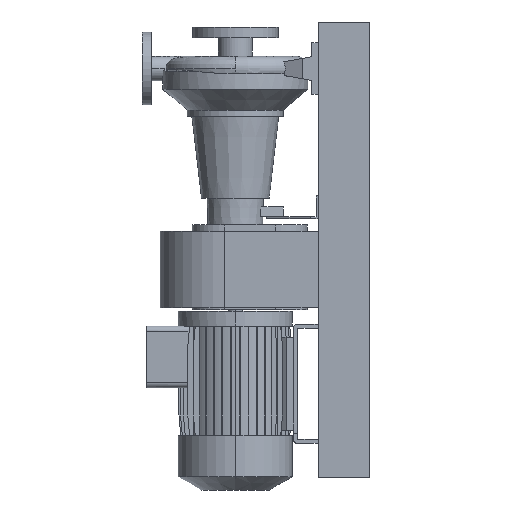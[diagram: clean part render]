
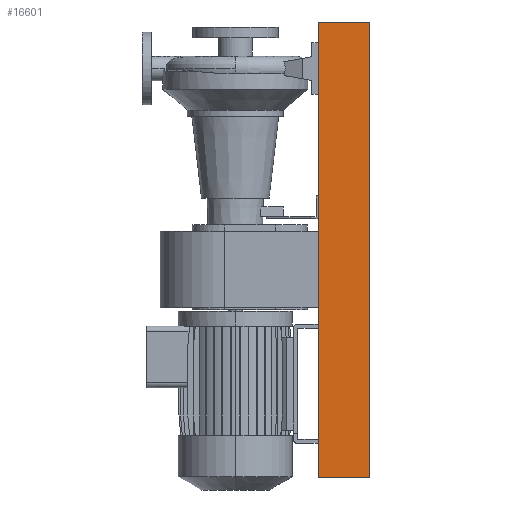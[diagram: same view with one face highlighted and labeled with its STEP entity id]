
A CAD part, left-side view. The second image highlights one B-rep face of the part: STEP entity #16601.
In plain terms, the highlighted planar face has unit normal (-1, 0, 0).
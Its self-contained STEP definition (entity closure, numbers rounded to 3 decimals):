
#620 = CARTESIAN_POINT ( 'NONE',  ( -150., -50., 440. ) ) ;
#853 = LINE ( 'NONE', #15844, #9583 ) ;
#1424 = EDGE_CURVE ( 'NONE', #5031, #15553, #853, .T. ) ;
#1450 = EDGE_CURVE ( 'NONE', #5031, #4218, #19254, .T. ) ;
#2455 = CARTESIAN_POINT ( 'NONE',  ( -150., -50., -440. ) ) ;
#2562 = CARTESIAN_POINT ( 'NONE',  ( -150., -50., -440. ) ) ;
#2769 = ORIENTED_EDGE ( 'NONE', *, *, #1450, .T. ) ;
#4218 = VERTEX_POINT ( 'NONE', #9037 ) ;
#4262 = VECTOR ( 'NONE', #7428, 1000. ) ;
#5031 = VERTEX_POINT ( 'NONE', #9067 ) ;
#5783 = DIRECTION ( 'NONE',  ( 0., -1., 0. ) ) ;
#7126 = ORIENTED_EDGE ( 'NONE', *, *, #14772, .F. ) ;
#7180 = DIRECTION ( 'NONE',  ( 0., 0., 1. ) ) ;
#7370 = DIRECTION ( 'NONE',  ( -1., 0., 0. ) ) ;
#7428 = DIRECTION ( 'NONE',  ( 0., 0., 1. ) ) ;
#8199 = DIRECTION ( 'NONE',  ( 0., 0., 1. ) ) ;
#9037 = CARTESIAN_POINT ( 'NONE',  ( -150., -50., -440. ) ) ;
#9067 = CARTESIAN_POINT ( 'NONE',  ( -150., 50., -440. ) ) ;
#9583 = VECTOR ( 'NONE', #8199, 1000. ) ;
#10093 = LINE ( 'NONE', #16420, #16069 ) ;
#11391 = EDGE_LOOP ( 'NONE', ( #7126, #15429, #2769, #12149 ) ) ;
#12050 = CARTESIAN_POINT ( 'NONE',  ( -150., -50., -440. ) ) ;
#12149 = ORIENTED_EDGE ( 'NONE', *, *, #19166, .T. ) ;
#13595 = PLANE ( 'NONE',  #19328 ) ;
#13961 = CARTESIAN_POINT ( 'NONE',  ( -150., 50., 440. ) ) ;
#13997 = VERTEX_POINT ( 'NONE', #620 ) ;
#14772 = EDGE_CURVE ( 'NONE', #15553, #13997, #10093, .T. ) ;
#14910 = DIRECTION ( 'NONE',  ( 0., -1., 0. ) ) ;
#15429 = ORIENTED_EDGE ( 'NONE', *, *, #1424, .F. ) ;
#15553 = VERTEX_POINT ( 'NONE', #13961 ) ;
#15844 = CARTESIAN_POINT ( 'NONE',  ( -150., 50., -440. ) ) ;
#16069 = VECTOR ( 'NONE', #14910, 1000. ) ;
#16327 = FACE_OUTER_BOUND ( 'NONE', #11391, .T. ) ;
#16420 = CARTESIAN_POINT ( 'NONE',  ( -150., -50., 440. ) ) ;
#16601 = ADVANCED_FACE ( 'NONE', ( #16327 ), #13595, .T. ) ;
#16631 = VECTOR ( 'NONE', #5783, 1000. ) ;
#18389 = LINE ( 'NONE', #12050, #4262 ) ;
#19166 = EDGE_CURVE ( 'NONE', #4218, #13997, #18389, .T. ) ;
#19254 = LINE ( 'NONE', #2562, #16631 ) ;
#19328 = AXIS2_PLACEMENT_3D ( 'NONE', #2455, #7370, #7180 ) ;
